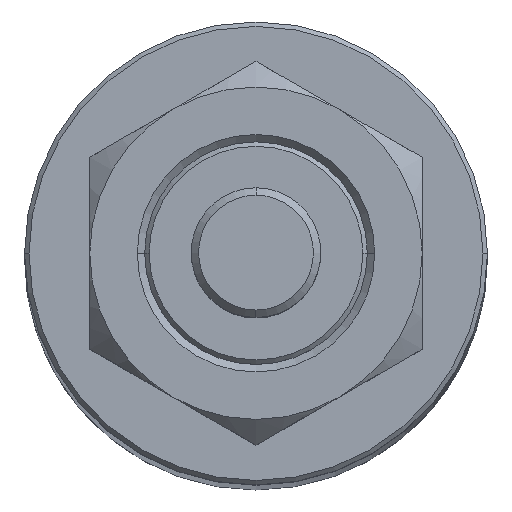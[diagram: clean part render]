
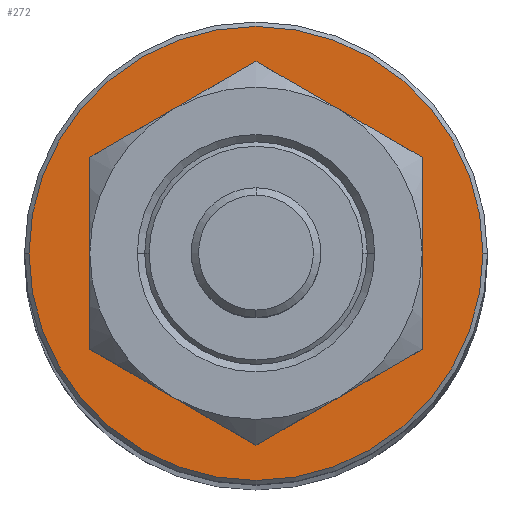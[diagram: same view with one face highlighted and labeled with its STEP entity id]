
A CAD part, top view. The second image highlights one B-rep face of the part: STEP entity #272.
In plain terms, the highlighted face is planar.
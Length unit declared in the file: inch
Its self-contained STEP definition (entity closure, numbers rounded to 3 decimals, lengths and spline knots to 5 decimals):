
#42 = EDGE_CURVE ( 'NONE', #2409, #615, #1993, .T. ) ;
#47 = AXIS2_PLACEMENT_3D ( 'NONE', #524, #2079, #756 ) ;
#102 = EDGE_LOOP ( 'NONE', ( #1579, #1029 ) ) ;
#191 = CARTESIAN_POINT ( 'NONE',  ( 0.88, 0., 0. ) ) ;
#223 = CIRCLE ( 'NONE', #1501, 0.37375 ) ;
#272 = ADVANCED_FACE ( 'NONE', ( #2179, #469 ), #626, .F. ) ;
#295 = ORIENTED_EDGE ( 'NONE', *, *, #42, .T. ) ;
#412 = DIRECTION ( 'NONE',  ( 0., 0., 1. ) ) ;
#469 = FACE_BOUND ( 'NONE', #102, .T. ) ;
#524 = CARTESIAN_POINT ( 'NONE',  ( 0.88, 0., 0. ) ) ;
#615 = VERTEX_POINT ( 'NONE', #1009 ) ;
#626 = PLANE ( 'NONE',  #759 ) ;
#756 = DIRECTION ( 'NONE',  ( 0., 0., 1. ) ) ;
#759 = AXIS2_PLACEMENT_3D ( 'NONE', #2390, #1067, #2610 ) ;
#801 = CARTESIAN_POINT ( 'NONE',  ( 0.88, 0., 0. ) ) ;
#831 = AXIS2_PLACEMENT_3D ( 'NONE', #2367, #1040, #2593 ) ;
#844 = CARTESIAN_POINT ( 'NONE',  ( 0.88, 0., 0.37375 ) ) ;
#1009 = CARTESIAN_POINT ( 'NONE',  ( 0.88, 0., -0.765 ) ) ;
#1017 = DIRECTION ( 'NONE',  ( 0., 0., 1. ) ) ;
#1029 = ORIENTED_EDGE ( 'NONE', *, *, #1064, .F. ) ;
#1040 = DIRECTION ( 'NONE',  ( -1., 0., 0. ) ) ;
#1064 = EDGE_CURVE ( 'NONE', #1482, #2070, #2469, .T. ) ;
#1067 = DIRECTION ( 'NONE',  ( 1., 0., 0. ) ) ;
#1284 = EDGE_LOOP ( 'NONE', ( #1764, #295 ) ) ;
#1482 = VERTEX_POINT ( 'NONE', #1508 ) ;
#1501 = AXIS2_PLACEMENT_3D ( 'NONE', #191, #1741, #412 ) ;
#1508 = CARTESIAN_POINT ( 'NONE',  ( 0.88, 0., -0.37375 ) ) ;
#1579 = ORIENTED_EDGE ( 'NONE', *, *, #2078, .F. ) ;
#1741 = DIRECTION ( 'NONE',  ( -1., 0., 0. ) ) ;
#1764 = ORIENTED_EDGE ( 'NONE', *, *, #2542, .T. ) ;
#1993 = CIRCLE ( 'NONE', #47, 0.765 ) ;
#2014 = CIRCLE ( 'NONE', #2270, 0.765 ) ;
#2070 = VERTEX_POINT ( 'NONE', #844 ) ;
#2078 = EDGE_CURVE ( 'NONE', #2070, #1482, #223, .T. ) ;
#2079 = DIRECTION ( 'NONE',  ( -1., 0., 0. ) ) ;
#2179 = FACE_OUTER_BOUND ( 'NONE', #1284, .T. ) ;
#2270 = AXIS2_PLACEMENT_3D ( 'NONE', #801, #2350, #1017 ) ;
#2277 = CARTESIAN_POINT ( 'NONE',  ( 0.88, 0., 0.765 ) ) ;
#2350 = DIRECTION ( 'NONE',  ( -1., 0., 0. ) ) ;
#2367 = CARTESIAN_POINT ( 'NONE',  ( 0.88, 0., 0. ) ) ;
#2390 = CARTESIAN_POINT ( 'NONE',  ( 0.88, 0.765, 0. ) ) ;
#2409 = VERTEX_POINT ( 'NONE', #2277 ) ;
#2469 = CIRCLE ( 'NONE', #831, 0.37375 ) ;
#2542 = EDGE_CURVE ( 'NONE', #615, #2409, #2014, .T. ) ;
#2593 = DIRECTION ( 'NONE',  ( 0., 0., 1. ) ) ;
#2610 = DIRECTION ( 'NONE',  ( 0., 0., -1. ) ) ;
